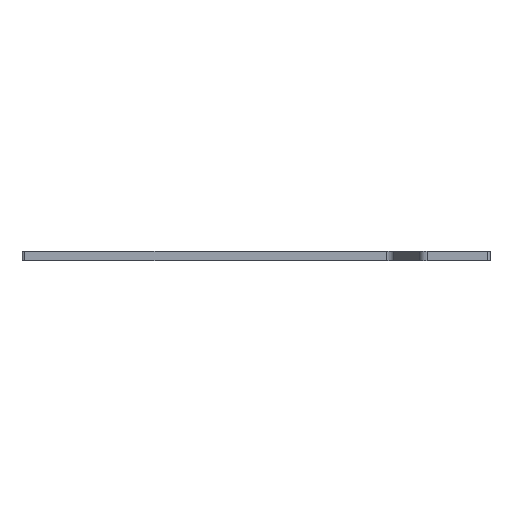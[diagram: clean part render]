
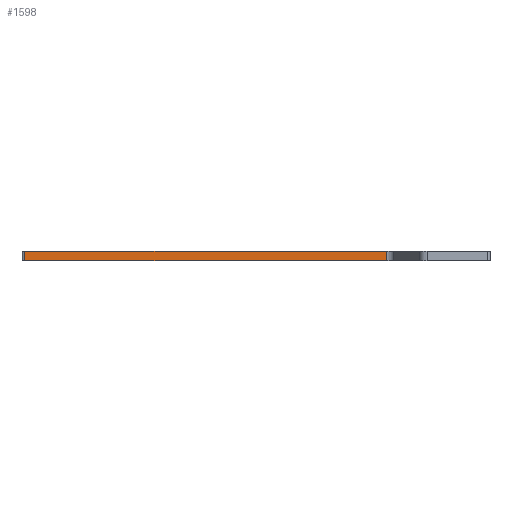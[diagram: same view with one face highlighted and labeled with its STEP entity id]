
A CAD part, left-side view. The second image highlights one B-rep face of the part: STEP entity #1598.
In plain terms, the highlighted planar face has unit normal (-1, 0, 0).
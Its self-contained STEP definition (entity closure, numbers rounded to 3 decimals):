
#112=FACE_OUTER_BOUND('',#194,.T.);
#194=EDGE_LOOP('',(#1399,#1400,#1401,#1402));
#253=LINE('',#2427,#413);
#273=LINE('',#2493,#433);
#354=LINE('',#2714,#514);
#359=LINE('',#2724,#519);
#413=VECTOR('',#1907,10.);
#433=VECTOR('',#1965,10.);
#514=VECTOR('',#2202,10.);
#519=VECTOR('',#2217,10.);
#688=VERTEX_POINT('',#2424);
#689=VERTEX_POINT('',#2426);
#715=VERTEX_POINT('',#2490);
#716=VERTEX_POINT('',#2492);
#848=EDGE_CURVE('',#688,#689,#253,.T.);
#881=EDGE_CURVE('',#715,#716,#273,.T.);
#994=EDGE_CURVE('',#715,#689,#354,.T.);
#999=EDGE_CURVE('',#716,#688,#359,.T.);
#1399=ORIENTED_EDGE('',*,*,#994,.T.);
#1400=ORIENTED_EDGE('',*,*,#848,.F.);
#1401=ORIENTED_EDGE('',*,*,#999,.F.);
#1402=ORIENTED_EDGE('',*,*,#881,.F.);
#1526=PLANE('',#1774);
#1598=ADVANCED_FACE('',(#112),#1526,.F.);
#1774=AXIS2_PLACEMENT_3D('',#2723,#2215,#2216);
#1907=DIRECTION('',(0.,-1.,0.));
#1965=DIRECTION('',(0.,1.,0.));
#2202=DIRECTION('',(0.,0.,1.));
#2215=DIRECTION('center_axis',(1.,0.,0.));
#2216=DIRECTION('ref_axis',(0.,0.,-1.));
#2217=DIRECTION('',(0.,0.,1.));
#2424=CARTESIAN_POINT('',(26.55,170.45,3.5));
#2426=CARTESIAN_POINT('',(26.55,42.198,3.5));
#2427=CARTESIAN_POINT('',(26.55,71.438,3.5));
#2490=CARTESIAN_POINT('',(26.55,42.198,0.));
#2492=CARTESIAN_POINT('',(26.55,170.45,0.));
#2493=CARTESIAN_POINT('',(26.55,71.438,0.));
#2714=CARTESIAN_POINT('',(26.55,42.198,1.5));
#2723=CARTESIAN_POINT('Origin',(26.55,95.25,0.));
#2724=CARTESIAN_POINT('',(26.55,170.45,1.5));
